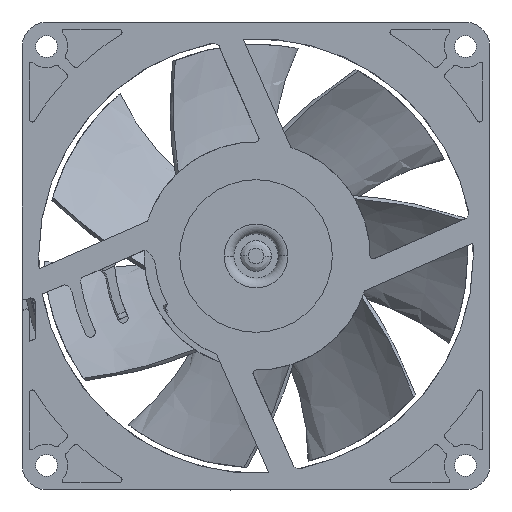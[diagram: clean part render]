
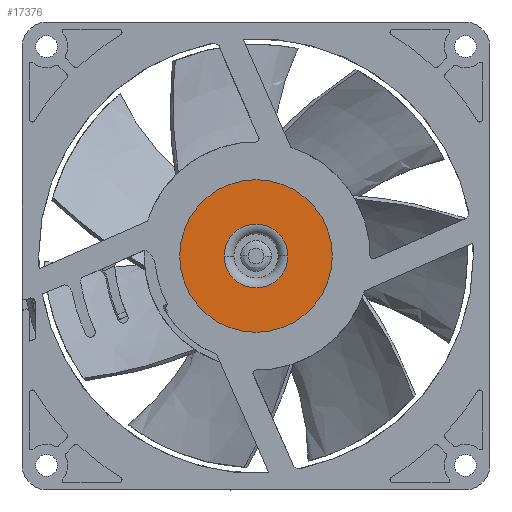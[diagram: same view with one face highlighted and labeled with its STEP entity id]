
A CAD part, front view. The second image highlights one B-rep face of the part: STEP entity #17376.
In plain terms, the highlighted planar face has unit normal (0, -1, 0).
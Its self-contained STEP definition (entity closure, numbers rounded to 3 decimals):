
#6704=CARTESIAN_POINT('',(0.,0.15,0.));
#6705=DIRECTION('',(0.,1.,0.));
#6706=DIRECTION('',(0.,0.,-1.));
#6707=AXIS2_PLACEMENT_3D('',#6704,#6705,#6706);
#6709=CARTESIAN_POINT('',(0.,0.15,0.));
#6710=DIRECTION('',(0.,1.,0.));
#6711=DIRECTION('',(0.,0.,1.));
#6712=AXIS2_PLACEMENT_3D('',#6709,#6710,#6711);
#6719=CARTESIAN_POINT('',(0.,0.15,0.));
#6720=DIRECTION('',(0.,1.,0.));
#6721=DIRECTION('',(1.,0.,0.));
#6722=AXIS2_PLACEMENT_3D('',#6719,#6720,#6721);
#6734=CARTESIAN_POINT('',(0.,0.15,0.));
#6735=DIRECTION('',(0.,1.,0.));
#6736=DIRECTION('',(-1.,0.,0.));
#6737=AXIS2_PLACEMENT_3D('',#6734,#6735,#6736);
#7815=CARTESIAN_POINT('',(0.,0.15,15.));
#7816=VERTEX_POINT('',#7815);
#7817=CARTESIAN_POINT('',(0.,0.15,-15.));
#7818=VERTEX_POINT('',#7817);
#8144=CARTESIAN_POINT('',(-6.29,0.15,0.));
#8145=VERTEX_POINT('',#8144);
#8146=CARTESIAN_POINT('',(6.29,0.15,0.));
#8147=VERTEX_POINT('',#8146);
#17361=CARTESIAN_POINT('',(0.,0.15,0.));
#17362=DIRECTION('',(0.,-1.,0.));
#17363=DIRECTION('',(0.,0.,1.));
#17364=AXIS2_PLACEMENT_3D('',#17361,#17362,#17363);
#17365=PLANE('',#17364);
#17366=ORIENTED_EDGE('',*,*,#17341,.T.);
#17367=ORIENTED_EDGE('',*,*,#17355,.T.);
#17368=EDGE_LOOP('',(#17366,#17367));
#17369=FACE_OUTER_BOUND('',#17368,.F.);
#17371=ORIENTED_EDGE('',*,*,#17370,.F.);
#17373=ORIENTED_EDGE('',*,*,#17372,.F.);
#17374=EDGE_LOOP('',(#17371,#17373));
#17375=FACE_BOUND('',#17374,.F.);
#17376=ADVANCED_FACE('',(#17369,#17375),#17365,.T.);
#6708=CIRCLE('',#6707,15.);
#6713=CIRCLE('',#6712,15.);
#6723=CIRCLE('',#6722,6.29);
#6738=CIRCLE('',#6737,6.29);
#17341=EDGE_CURVE('',#7818,#7816,#6708,.T.);
#17355=EDGE_CURVE('',#7816,#7818,#6713,.T.);
#17370=EDGE_CURVE('',#8147,#8145,#6723,.T.);
#17372=EDGE_CURVE('',#8145,#8147,#6738,.T.);
